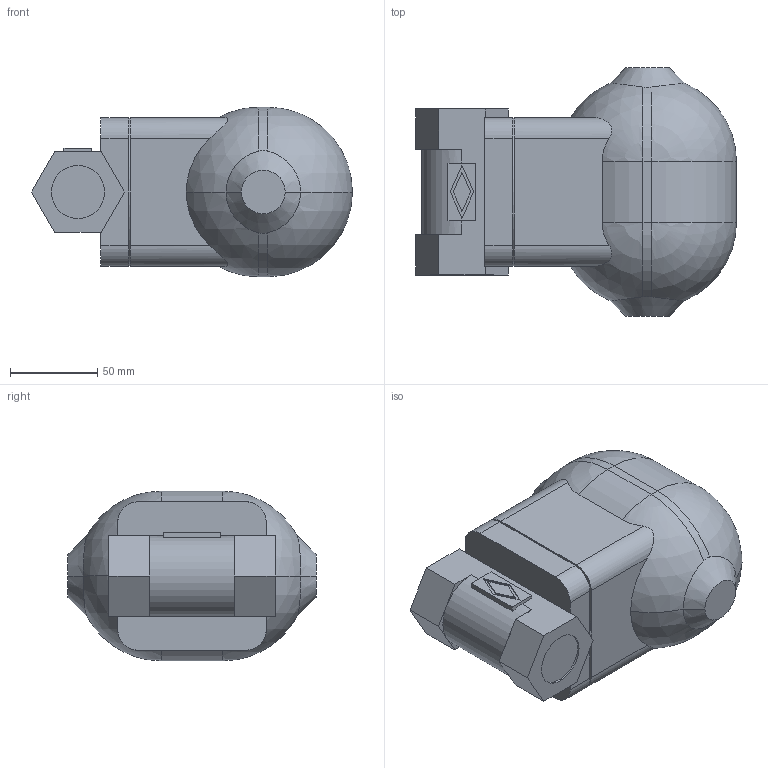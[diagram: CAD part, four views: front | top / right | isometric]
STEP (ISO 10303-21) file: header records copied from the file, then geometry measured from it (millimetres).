
FILE_DESCRIPTION(('OneSpaceDesigner STEP Export'),'2;1');
FILE_NAME('c000001680.stp','2005-04-01T12:30:52',(''),(''),'OneSpace Designer STEP processor (Jan. 2003) for AP203(Solid Model)','OneSpace Designer 12.01D 09-Jul-2004 (C) CoCreate Software GmbH','');
FILE_SCHEMA(('CONFIG_CONTROL_DESIGN'));
Length unit declared in the file: millimetre
Products named in the file (1): 1
Bounding box: 183.56 x 142 x 97 mm (x, y, z)
Volume: 1301371.1 mm3; surface area: 73804.5 mm2
Topology: 1 solids, 1 shells, 92 faces, 238 edges, 144 vertices
Faces by surface type: plane 58, cylinder 22, sphere 8, cone 4
Entity records: 3047 total; most frequent: CARTESIAN_POINT 787, ORIENTED_EDGE 460, DIRECTION 437, EDGE_CURVE 230, AXIS2_PLACEMENT_3D 146, VECTOR 145, LINE 145, VERTEX_POINT 144
